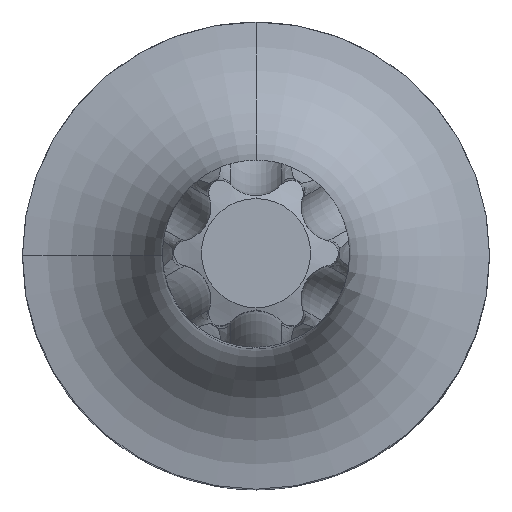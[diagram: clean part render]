
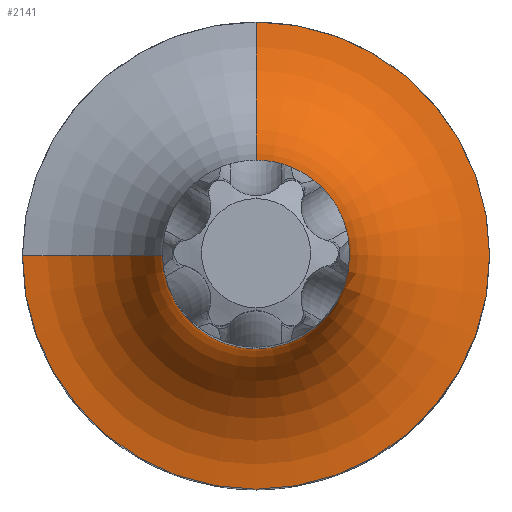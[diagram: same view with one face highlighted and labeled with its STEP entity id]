
A CAD part, top view. The second image highlights one B-rep face of the part: STEP entity #2141.
In plain terms, the highlighted toroidal (fillet/blend) face has major radius 13 mm and minor radius 8 mm.
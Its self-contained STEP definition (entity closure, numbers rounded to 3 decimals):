
#163=CARTESIAN_POINT('',(0.,0.,25.));
#164=DIRECTION('',(0.,0.,1.));
#165=DIRECTION('',(1.,0.,0.));
#166=AXIS2_PLACEMENT_3D('',#163,#164,#165);
#396=CARTESIAN_POINT('',(0.,0.,32.984));
#397=DIRECTION('',(0.,0.,1.));
#398=DIRECTION('',(0.,-1.,0.));
#399=AXIS2_PLACEMENT_3D('',#396,#397,#398);
#401=CARTESIAN_POINT('',(0.,0.,25.));
#402=DIRECTION('',(0.,0.,-1.));
#403=DIRECTION('',(1.,0.,0.));
#404=AXIS2_PLACEMENT_3D('',#401,#402,#403);
#406=CARTESIAN_POINT('',(-13.,0.,32.984));
#407=DIRECTION('',(0.,-1.,0.));
#408=DIRECTION('',(0.062,0.,-0.998));
#409=AXIS2_PLACEMENT_3D('',#406,#407,#408);
#956=CARTESIAN_POINT('',(0.,0.,32.984));
#957=DIRECTION('',(0.,0.,1.));
#958=DIRECTION('',(-1.,0.,0.));
#959=AXIS2_PLACEMENT_3D('',#956,#957,#958);
#1443=CARTESIAN_POINT('',(0.,13.,32.984));
#1444=DIRECTION('',(-1.,0.,0.));
#1445=DIRECTION('',(0.,-0.063,-0.998));
#1446=AXIS2_PLACEMENT_3D('',#1443,#1444,#1445);
#1725=CARTESIAN_POINT('',(12.5,0.,25.));
#1726=CARTESIAN_POINT('',(0.,12.5,25.));
#1727=VERTEX_POINT('',#1725);
#1728=VERTEX_POINT('',#1726);
#1729=CARTESIAN_POINT('',(-12.5,0.,25.));
#1730=VERTEX_POINT('',#1729);
#1731=CARTESIAN_POINT('',(0.,5.,32.984));
#1732=CARTESIAN_POINT('',(-5.,0.,32.984));
#1733=VERTEX_POINT('',#1731);
#1734=VERTEX_POINT('',#1732);
#1735=CARTESIAN_POINT('',(0.,-5.,32.984));
#1736=VERTEX_POINT('',#1735);
#2124=CARTESIAN_POINT('',(0.,0.,32.984));
#2125=DIRECTION('',(0.,0.,1.));
#2126=DIRECTION('',(-0.033,-0.999,0.));
#2127=AXIS2_PLACEMENT_3D('',#2124,#2125,#2126);
#2128=TOROIDAL_SURFACE('',#2127,13.,8.);
#2130=ORIENTED_EDGE('',*,*,#2129,.T.);
#2132=ORIENTED_EDGE('',*,*,#2131,.F.);
#2133=ORIENTED_EDGE('',*,*,#1967,.F.);
#2134=ORIENTED_EDGE('',*,*,#2076,.T.);
#2136=ORIENTED_EDGE('',*,*,#2135,.T.);
#2138=ORIENTED_EDGE('',*,*,#2137,.T.);
#2139=EDGE_LOOP('',(#2130,#2132,#2133,#2134,#2136,#2138));
#2140=FACE_OUTER_BOUND('',#2139,.F.);
#2141=ADVANCED_FACE('',(#2140),#2128,.F.);
#167=CIRCLE('',#166,12.5);
#400=CIRCLE('',#399,5.);
#405=CIRCLE('',#404,12.5);
#410=CIRCLE('',#409,8.);
#960=CIRCLE('',#959,5.);
#1447=CIRCLE('',#1446,8.);
#1967=EDGE_CURVE('',#1727,#1728,#167,.T.);
#2076=EDGE_CURVE('',#1727,#1730,#405,.T.);
#2129=EDGE_CURVE('',#1736,#1733,#400,.T.);
#2131=EDGE_CURVE('',#1728,#1733,#1447,.T.);
#2135=EDGE_CURVE('',#1730,#1734,#410,.T.);
#2137=EDGE_CURVE('',#1734,#1736,#960,.T.);
